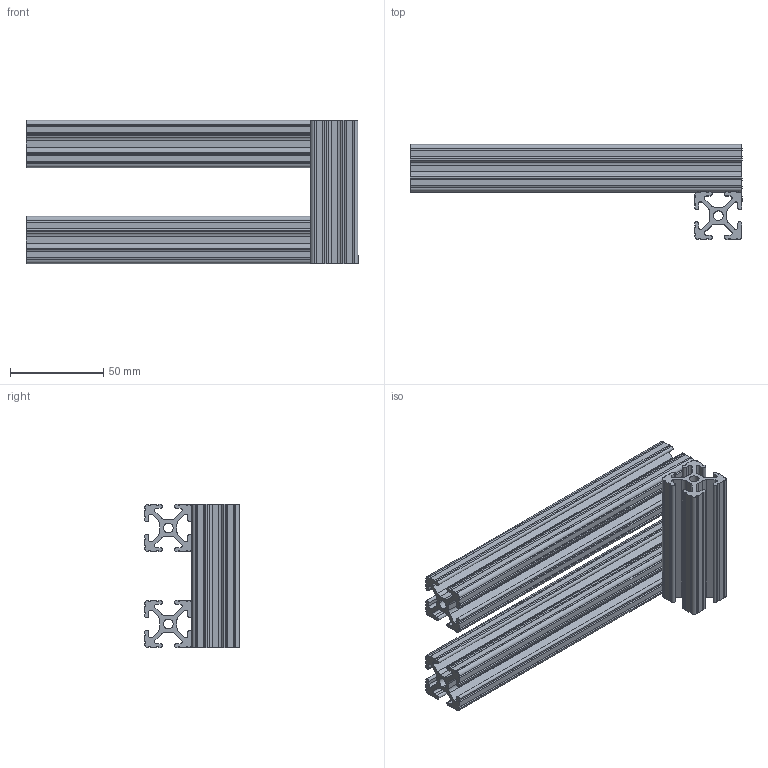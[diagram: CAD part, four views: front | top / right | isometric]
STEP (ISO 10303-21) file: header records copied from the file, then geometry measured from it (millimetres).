
FILE_DESCRIPTION (( 'STEP AP203' ), '1' );
FILE_NAME ('Catapult Base 8020_sldprt.STEP', '2021-07-20T03:05:35', ( '' ), ( '' ), 'SwSTEP 2.0', 'SolidWorks 2019', '' );
FILE_SCHEMA (( 'CONFIG_CONTROL_DESIGN' ));
Length unit declared in the file: inch
Products named in the file (1): Catapult Base 8020_sldprt
Bounding box: 177.8 x 50.8 x 76.8 mm (x, y, z)
Volume: 121432.5 mm3; surface area: 97798.9 mm2
Topology: 3 solids, 3 shells, 300 faces, 882 edges, 588 vertices
Faces by surface type: cylinder 162, plane 138
Entity records: 10177 total; most frequent: DIRECTION 1808, CARTESIAN_POINT 1771, ORIENTED_EDGE 1764, EDGE_CURVE 882, AXIS2_PLACEMENT_3D 625, VERTEX_POINT 588, LINE 558, VECTOR 558
